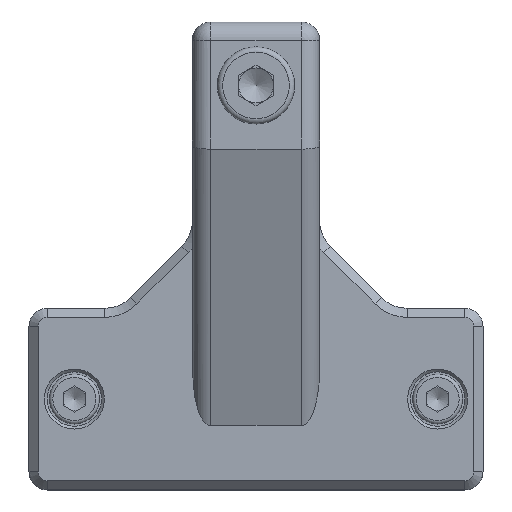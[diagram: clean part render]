
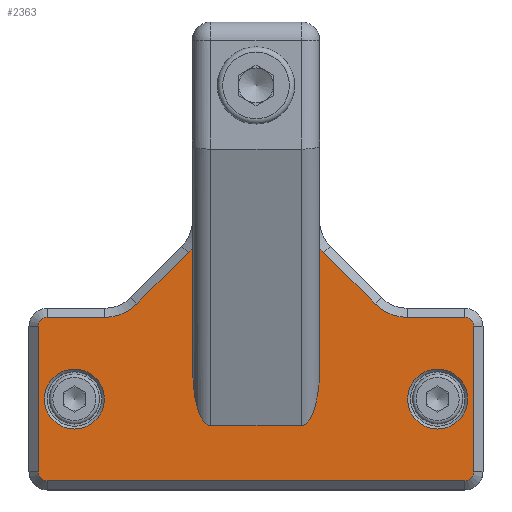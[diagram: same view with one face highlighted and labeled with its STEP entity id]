
A CAD part, top view. The second image highlights one B-rep face of the part: STEP entity #2363.
In plain terms, the highlighted planar face has unit normal (0, 0, 1).
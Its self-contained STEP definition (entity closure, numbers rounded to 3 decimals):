
#98=ELLIPSE('',#2599,6.077,2.);
#99=ELLIPSE('',#2600,6.077,2.);
#125=LINE('',#3647,#322);
#133=LINE('',#3665,#330);
#150=LINE('',#3738,#347);
#151=LINE('',#3742,#348);
#152=LINE('',#3746,#349);
#153=LINE('',#3750,#350);
#154=LINE('',#3754,#351);
#155=LINE('',#3758,#352);
#156=LINE('',#3762,#353);
#157=LINE('',#3767,#354);
#322=VECTOR('',#2868,1000.);
#330=VECTOR('',#2880,1000.);
#347=VECTOR('',#2935,1000.);
#348=VECTOR('',#2938,1000.);
#349=VECTOR('',#2941,1000.);
#350=VECTOR('',#2944,1000.);
#351=VECTOR('',#2947,1000.);
#352=VECTOR('',#2950,1000.);
#353=VECTOR('',#2953,1000.);
#354=VECTOR('',#2958,1000.);
#519=PLANE('',#2588);
#636=ORIENTED_EDGE('',*,*,#1310,.T.);
#637=ORIENTED_EDGE('',*,*,#1311,.T.);
#638=ORIENTED_EDGE('',*,*,#1271,.F.);
#639=ORIENTED_EDGE('',*,*,#1312,.T.);
#640=ORIENTED_EDGE('',*,*,#1313,.T.);
#641=ORIENTED_EDGE('',*,*,#1314,.T.);
#642=ORIENTED_EDGE('',*,*,#1315,.T.);
#643=ORIENTED_EDGE('',*,*,#1316,.T.);
#644=ORIENTED_EDGE('',*,*,#1317,.T.);
#645=ORIENTED_EDGE('',*,*,#1318,.T.);
#646=ORIENTED_EDGE('',*,*,#1319,.T.);
#647=ORIENTED_EDGE('',*,*,#1320,.T.);
#648=ORIENTED_EDGE('',*,*,#1321,.T.);
#649=ORIENTED_EDGE('',*,*,#1322,.T.);
#650=ORIENTED_EDGE('',*,*,#1323,.T.);
#651=ORIENTED_EDGE('',*,*,#1324,.T.);
#652=ORIENTED_EDGE('',*,*,#1325,.T.);
#653=ORIENTED_EDGE('',*,*,#1326,.T.);
#654=ORIENTED_EDGE('',*,*,#1279,.F.);
#655=ORIENTED_EDGE('',*,*,#1327,.T.);
#656=ORIENTED_EDGE('',*,*,#1328,.T.);
#657=ORIENTED_EDGE('',*,*,#1329,.T.);
#1271=EDGE_CURVE('',#1608,#1602,#125,.T.);
#1279=EDGE_CURVE('',#1616,#1617,#133,.T.);
#1310=EDGE_CURVE('',#1647,#1647,#1827,.F.);
#1311=EDGE_CURVE('',#1648,#1648,#1828,.F.);
#1312=EDGE_CURVE('',#1608,#1649,#1829,.F.);
#1313=EDGE_CURVE('',#1649,#1650,#150,.T.);
#1314=EDGE_CURVE('',#1650,#1651,#1830,.F.);
#1315=EDGE_CURVE('',#1651,#1652,#151,.T.);
#1316=EDGE_CURVE('',#1652,#1653,#1831,.T.);
#1317=EDGE_CURVE('',#1653,#1654,#152,.T.);
#1318=EDGE_CURVE('',#1654,#1655,#1832,.T.);
#1319=EDGE_CURVE('',#1655,#1656,#153,.T.);
#1320=EDGE_CURVE('',#1656,#1657,#1833,.T.);
#1321=EDGE_CURVE('',#1657,#1658,#154,.T.);
#1322=EDGE_CURVE('',#1658,#1659,#1834,.T.);
#1323=EDGE_CURVE('',#1659,#1660,#155,.T.);
#1324=EDGE_CURVE('',#1660,#1661,#1835,.F.);
#1325=EDGE_CURVE('',#1661,#1662,#156,.T.);
#1326=EDGE_CURVE('',#1662,#1617,#1836,.F.);
#1327=EDGE_CURVE('',#1616,#1663,#98,.F.);
#1328=EDGE_CURVE('',#1663,#1664,#157,.T.);
#1329=EDGE_CURVE('',#1664,#1602,#99,.F.);
#1602=VERTEX_POINT('',#3632);
#1608=VERTEX_POINT('',#3646);
#1616=VERTEX_POINT('',#3664);
#1617=VERTEX_POINT('',#3666);
#1647=VERTEX_POINT('',#3733);
#1648=VERTEX_POINT('',#3735);
#1649=VERTEX_POINT('',#3737);
#1650=VERTEX_POINT('',#3739);
#1651=VERTEX_POINT('',#3741);
#1652=VERTEX_POINT('',#3743);
#1653=VERTEX_POINT('',#3745);
#1654=VERTEX_POINT('',#3747);
#1655=VERTEX_POINT('',#3749);
#1656=VERTEX_POINT('',#3751);
#1657=VERTEX_POINT('',#3753);
#1658=VERTEX_POINT('',#3755);
#1659=VERTEX_POINT('',#3757);
#1660=VERTEX_POINT('',#3759);
#1661=VERTEX_POINT('',#3761);
#1662=VERTEX_POINT('',#3763);
#1663=VERTEX_POINT('',#3766);
#1664=VERTEX_POINT('',#3768);
#1827=CIRCLE('',#2589,3.3);
#1828=CIRCLE('',#2590,3.3);
#1829=CIRCLE('',#2591,5.);
#1830=CIRCLE('',#2592,5.);
#1831=CIRCLE('',#2593,1.);
#1832=CIRCLE('',#2594,1.);
#1833=CIRCLE('',#2595,1.);
#1834=CIRCLE('',#2596,1.);
#1835=CIRCLE('',#2597,5.);
#1836=CIRCLE('',#2598,5.);
#1940=EDGE_LOOP('',(#636));
#1941=EDGE_LOOP('',(#637));
#1942=EDGE_LOOP('',(#638,#639,#640,#641,#642,#643,#644,#645,#646,#647,#648,
#649,#650,#651,#652,#653,#654,#655,#656,#657));
#2133=FACE_BOUND('',#1940,.T.);
#2134=FACE_BOUND('',#1941,.T.);
#2135=FACE_BOUND('',#1942,.T.);
#2363=ADVANCED_FACE('',(#2133,#2134,#2135),#519,.T.);
#2588=AXIS2_PLACEMENT_3D('',#3731,#2927,#2928);
#2589=AXIS2_PLACEMENT_3D('',#3732,#2929,#2930);
#2590=AXIS2_PLACEMENT_3D('',#3734,#2931,#2932);
#2591=AXIS2_PLACEMENT_3D('',#3736,#2933,#2934);
#2592=AXIS2_PLACEMENT_3D('',#3740,#2936,#2937);
#2593=AXIS2_PLACEMENT_3D('',#3744,#2939,#2940);
#2594=AXIS2_PLACEMENT_3D('',#3748,#2942,#2943);
#2595=AXIS2_PLACEMENT_3D('',#3752,#2945,#2946);
#2596=AXIS2_PLACEMENT_3D('',#3756,#2948,#2949);
#2597=AXIS2_PLACEMENT_3D('',#3760,#2951,#2952);
#2598=AXIS2_PLACEMENT_3D('',#3764,#2954,#2955);
#2599=AXIS2_PLACEMENT_3D('',#3765,#2956,#2957);
#2600=AXIS2_PLACEMENT_3D('',#3769,#2959,#2960);
#2868=DIRECTION('',(0.,-1.,0.));
#2880=DIRECTION('',(0.,1.,0.));
#2927=DIRECTION('',(0.,0.,1.));
#2928=DIRECTION('',(1.,0.,0.));
#2929=DIRECTION('',(0.,0.,1.));
#2930=DIRECTION('',(1.,0.,0.));
#2931=DIRECTION('',(0.,0.,1.));
#2932=DIRECTION('',(1.,0.,0.));
#2933=DIRECTION('',(0.,0.,1.));
#2934=DIRECTION('',(1.,0.,0.));
#2935=DIRECTION('',(-0.707,-0.707,0.));
#2936=DIRECTION('',(0.,0.,1.));
#2937=DIRECTION('',(1.,0.,0.));
#2938=DIRECTION('',(-1.,0.,0.));
#2939=DIRECTION('',(0.,0.,1.));
#2940=DIRECTION('',(1.,0.,0.));
#2941=DIRECTION('',(0.,-1.,0.));
#2942=DIRECTION('',(0.,0.,1.));
#2943=DIRECTION('',(1.,0.,0.));
#2944=DIRECTION('',(1.,0.,0.));
#2945=DIRECTION('',(0.,0.,1.));
#2946=DIRECTION('',(1.,0.,0.));
#2947=DIRECTION('',(0.,1.,0.));
#2948=DIRECTION('',(0.,0.,1.));
#2949=DIRECTION('',(1.,0.,0.));
#2950=DIRECTION('',(-1.,0.,0.));
#2951=DIRECTION('',(0.,0.,1.));
#2952=DIRECTION('',(1.,0.,0.));
#2953=DIRECTION('',(-0.707,0.707,0.));
#2954=DIRECTION('',(0.,0.,1.));
#2955=DIRECTION('',(1.,0.,0.));
#2956=DIRECTION('',(0.,0.,1.));
#2957=DIRECTION('',(0.,-1.,0.));
#2958=DIRECTION('',(-1.,0.,0.));
#2959=DIRECTION('',(0.,0.,1.));
#2960=DIRECTION('',(0.,-1.,0.));
#3632=CARTESIAN_POINT('',(-7.,3.171,10.));
#3646=CARTESIAN_POINT('',(-7.,16.657,10.));
#3647=CARTESIAN_POINT('',(-7.,10.,10.));
#3664=CARTESIAN_POINT('',(7.,3.171,10.));
#3665=CARTESIAN_POINT('',(7.,-10.,10.));
#3666=CARTESIAN_POINT('',(7.,16.657,10.));
#3731=CARTESIAN_POINT('',(0.,0.,10.));
#3732=CARTESIAN_POINT('',(-20.,0.,10.));
#3733=CARTESIAN_POINT('',(-16.7,0.,10.));
#3734=CARTESIAN_POINT('',(20.,0.,10.));
#3735=CARTESIAN_POINT('',(23.3,0.,10.));
#3736=CARTESIAN_POINT('',(-11.,19.657,10.));
#3737=CARTESIAN_POINT('',(-7.464,16.121,10.));
#3738=CARTESIAN_POINT('',(-13.121,10.464,10.));
#3739=CARTESIAN_POINT('',(-13.121,10.464,10.));
#3740=CARTESIAN_POINT('',(-16.657,14.,10.));
#3741=CARTESIAN_POINT('',(-16.657,9.,10.));
#3742=CARTESIAN_POINT('',(-23.,9.,10.));
#3743=CARTESIAN_POINT('',(-23.,9.,10.));
#3744=CARTESIAN_POINT('',(-23.,8.,10.));
#3745=CARTESIAN_POINT('',(-24.,8.,10.));
#3746=CARTESIAN_POINT('',(-24.,-8.,10.));
#3747=CARTESIAN_POINT('',(-24.,-8.,10.));
#3748=CARTESIAN_POINT('',(-23.,-8.,10.));
#3749=CARTESIAN_POINT('',(-23.,-9.,10.));
#3750=CARTESIAN_POINT('',(23.,-9.,10.));
#3751=CARTESIAN_POINT('',(23.,-9.,10.));
#3752=CARTESIAN_POINT('',(23.,-8.,10.));
#3753=CARTESIAN_POINT('',(24.,-8.,10.));
#3754=CARTESIAN_POINT('',(24.,8.,10.));
#3755=CARTESIAN_POINT('',(24.,8.,10.));
#3756=CARTESIAN_POINT('',(23.,8.,10.));
#3757=CARTESIAN_POINT('',(23.,9.,10.));
#3758=CARTESIAN_POINT('',(16.657,9.,10.));
#3759=CARTESIAN_POINT('',(16.657,9.,10.));
#3760=CARTESIAN_POINT('',(16.657,14.,10.));
#3761=CARTESIAN_POINT('',(13.121,10.464,10.));
#3762=CARTESIAN_POINT('',(7.464,16.121,10.));
#3763=CARTESIAN_POINT('',(7.464,16.121,10.));
#3764=CARTESIAN_POINT('',(11.,19.657,10.));
#3765=CARTESIAN_POINT('',(5.,3.171,10.));
#3766=CARTESIAN_POINT('',(5.,-2.906,10.));
#3767=CARTESIAN_POINT('',(68.884,-2.906,10.));
#3768=CARTESIAN_POINT('',(-5.,-2.906,10.));
#3769=CARTESIAN_POINT('',(-5.,3.171,10.));
